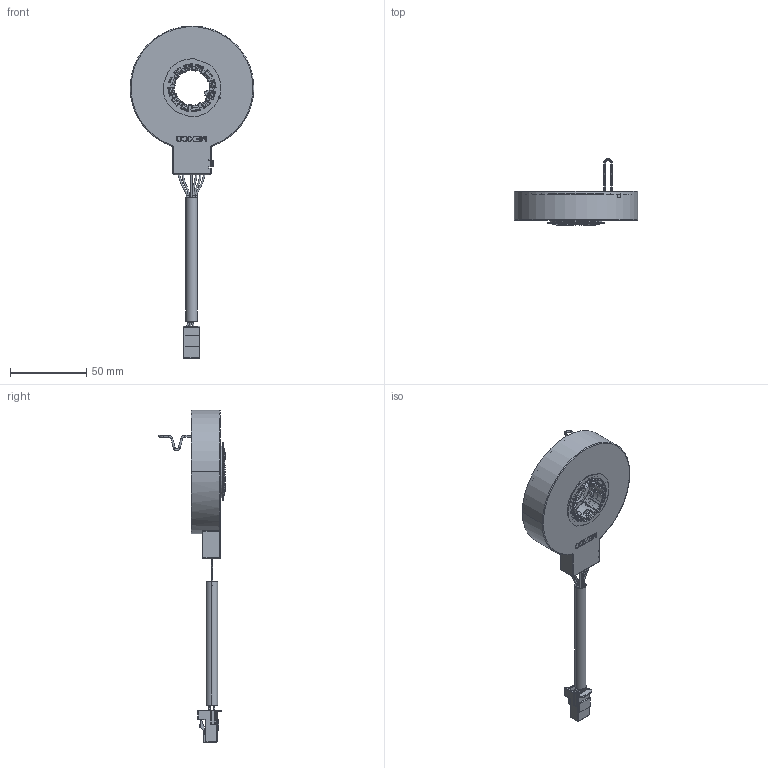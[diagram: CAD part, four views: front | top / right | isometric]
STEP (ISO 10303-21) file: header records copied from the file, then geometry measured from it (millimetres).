
FILE_DESCRIPTION((''),'2;1');
FILE_NAME('SX-4433A_SW0001','2012-03-13T',('BMozley'),(''),'PRO/ENGINEER BY PARAMETRIC TECHNOLOGY CORPORATION, 2011490','PRO/ENGINEER BY PARAMETRIC TECHNOLOGY CORPORATION, 2011490','');
FILE_SCHEMA(('CONFIG_CONTROL_DESIGN'));
Length unit declared in the file: inch
Products named in the file (1): SX-4433A_SW0001
Bounding box: 81.28 x 43.88 x 218.36 mm (x, y, z)
Volume: 88367.3 mm3; surface area: 32104.9 mm2
Topology: 14 solids, 14 shells, 1854 faces, 4976 edges, 3122 vertices
Faces by surface type: plane 855, cylinder 660, torus 145, sphere 90, cone 80, bspline 24
Entity records: 64886 total; most frequent: CARTESIAN_POINT 18240, ORIENTED_EDGE 9952, DIRECTION 9700, EDGE_CURVE 4976, AXIS2_PLACEMENT_3D 3470, VERTEX_POINT 3122, VECTOR 2760, LINE 2760
